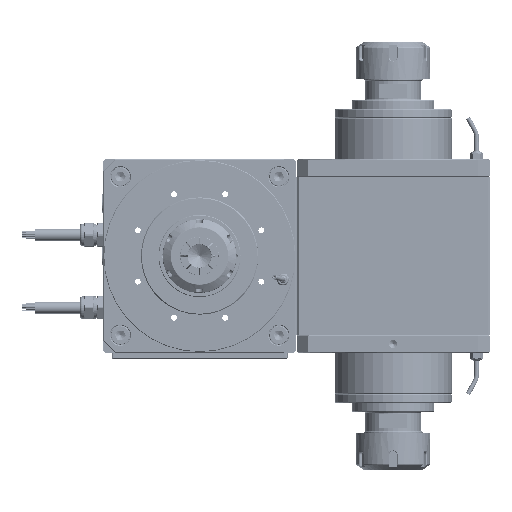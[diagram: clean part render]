
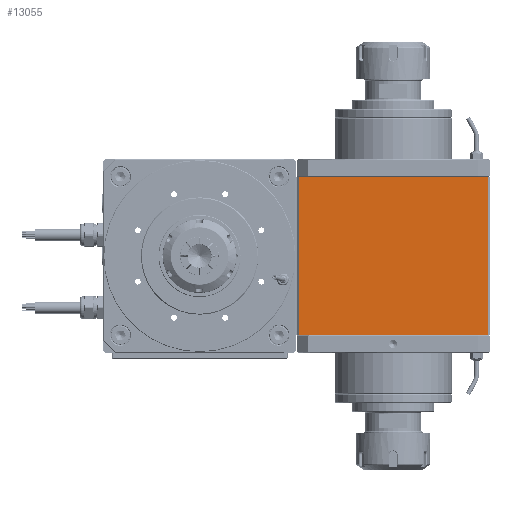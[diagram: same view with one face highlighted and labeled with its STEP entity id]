
A CAD part, left-side view. The second image highlights one B-rep face of the part: STEP entity #13055.
In plain terms, the highlighted planar face has unit normal (-1, 0, 0).
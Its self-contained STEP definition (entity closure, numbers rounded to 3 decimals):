
#605 = DIRECTION ( 'NONE',  ( 0., 1., 0. ) ) ;
#802 = EDGE_CURVE ( 'NONE', #83494, #111131, #30600, .T. ) ;
#1326 = EDGE_CURVE ( 'NONE', #63024, #41060, #14893, .T. ) ;
#1750 = ORIENTED_EDGE ( 'NONE', *, *, #38150, .T. ) ;
#3431 = EDGE_CURVE ( 'NONE', #5560, #93754, #36728, .T. ) ;
#5560 = VERTEX_POINT ( 'NONE', #8440 ) ;
#7504 = DIRECTION ( 'NONE',  ( 0., 0., -1. ) ) ;
#8051 = EDGE_CURVE ( 'NONE', #100484, #24562, #44728, .T. ) ;
#8440 = CARTESIAN_POINT ( 'NONE',  ( -82.5, -80.5, -67.3 ) ) ;
#9792 = CARTESIAN_POINT ( 'NONE',  ( -82.5, 76.5, 67.3 ) ) ;
#10755 = DIRECTION ( 'NONE',  ( 0., 0., -1. ) ) ;
#12019 = ORIENTED_EDGE ( 'NONE', *, *, #30504, .T. ) ;
#12929 = ORIENTED_EDGE ( 'NONE', *, *, #96059, .F. ) ;
#13055 = ADVANCED_FACE ( 'NONE', ( #61823 ), #23612, .F. ) ;
#13507 = CARTESIAN_POINT ( 'NONE',  ( -82.5, -70.5, -67.5 ) ) ;
#13631 = ORIENTED_EDGE ( 'NONE', *, *, #3431, .F. ) ;
#14893 = LINE ( 'NONE', #26603, #59834 ) ;
#15743 = CARTESIAN_POINT ( 'NONE',  ( -82.5, 76.5, 67.5 ) ) ;
#17713 = CARTESIAN_POINT ( 'NONE',  ( -82.5, -70.5, -67.3 ) ) ;
#17825 = VECTOR ( 'NONE', #7504, 1000. ) ;
#18832 = LINE ( 'NONE', #68265, #110075 ) ;
#23295 = CARTESIAN_POINT ( 'NONE',  ( -82.5, 76.5, -67.3 ) ) ;
#23522 = LINE ( 'NONE', #95325, #89492 ) ;
#23612 = PLANE ( 'NONE',  #77871 ) ;
#24562 = VERTEX_POINT ( 'NONE', #59304 ) ;
#26603 = CARTESIAN_POINT ( 'NONE',  ( -82.5, -70.5, 67.3 ) ) ;
#30504 = EDGE_CURVE ( 'NONE', #41060, #100484, #60085, .T. ) ;
#30600 = LINE ( 'NONE', #37686, #55736 ) ;
#34780 = ORIENTED_EDGE ( 'NONE', *, *, #99544, .T. ) ;
#36201 = VECTOR ( 'NONE', #605, 1000. ) ;
#36606 = CARTESIAN_POINT ( 'NONE',  ( -82.5, 80.3, 67.3 ) ) ;
#36728 = LINE ( 'NONE', #62878, #78862 ) ;
#36917 = DIRECTION ( 'NONE',  ( 0., -1., 0. ) ) ;
#37388 = LINE ( 'NONE', #61288, #17825 ) ;
#37617 = DIRECTION ( 'NONE',  ( 0., 0., -1. ) ) ;
#37686 = CARTESIAN_POINT ( 'NONE',  ( -82.5, 76.5, -67.3 ) ) ;
#38074 = CARTESIAN_POINT ( 'NONE',  ( -82.5, -70.5, 67.3 ) ) ;
#38150 = EDGE_CURVE ( 'NONE', #5560, #52045, #102111, .T. ) ;
#38487 = VERTEX_POINT ( 'NONE', #56305 ) ;
#41060 = VERTEX_POINT ( 'NONE', #58298 ) ;
#44728 = LINE ( 'NONE', #9792, #60182 ) ;
#45408 = DIRECTION ( 'NONE',  ( 0., 0., 1. ) ) ;
#46051 = CARTESIAN_POINT ( 'NONE',  ( -82.5, 80.3, 68. ) ) ;
#47865 = ORIENTED_EDGE ( 'NONE', *, *, #1326, .T. ) ;
#50608 = DIRECTION ( 'NONE',  ( 0., 1., 0. ) ) ;
#51367 = CARTESIAN_POINT ( 'NONE',  ( -82.5, 82.5, 68. ) ) ;
#52045 = VERTEX_POINT ( 'NONE', #60538 ) ;
#55736 = VECTOR ( 'NONE', #36917, 1000. ) ;
#56305 = CARTESIAN_POINT ( 'NONE',  ( -82.5, 76.5, -67.5 ) ) ;
#57359 = DIRECTION ( 'NONE',  ( 0., 0., 1. ) ) ;
#58298 = CARTESIAN_POINT ( 'NONE',  ( -82.5, -70.5, 67.5 ) ) ;
#58719 = ORIENTED_EDGE ( 'NONE', *, *, #802, .T. ) ;
#59304 = CARTESIAN_POINT ( 'NONE',  ( -82.5, 76.5, 67.3 ) ) ;
#59490 = EDGE_CURVE ( 'NONE', #24562, #60266, #23522, .T. ) ;
#59834 = VECTOR ( 'NONE', #45408, 1000. ) ;
#60045 = DIRECTION ( 'NONE',  ( 1., 0., 0. ) ) ;
#60085 = LINE ( 'NONE', #114354, #36201 ) ;
#60182 = VECTOR ( 'NONE', #37617, 1000. ) ;
#60266 = VERTEX_POINT ( 'NONE', #36606 ) ;
#60538 = CARTESIAN_POINT ( 'NONE',  ( -82.5, -80.5, 67.3 ) ) ;
#61143 = EDGE_CURVE ( 'NONE', #60266, #83494, #73622, .T. ) ;
#61288 = CARTESIAN_POINT ( 'NONE',  ( -82.5, 76.5, -67.3 ) ) ;
#61823 = FACE_OUTER_BOUND ( 'NONE', #102474, .T. ) ;
#62878 = CARTESIAN_POINT ( 'NONE',  ( -82.5, -82.5, -67.3 ) ) ;
#63024 = VERTEX_POINT ( 'NONE', #84286 ) ;
#63503 = VECTOR ( 'NONE', #100880, 1000. ) ;
#65037 = VERTEX_POINT ( 'NONE', #13507 ) ;
#68265 = CARTESIAN_POINT ( 'NONE',  ( -82.5, -70.5, -67.3 ) ) ;
#73622 = LINE ( 'NONE', #46051, #76461 ) ;
#74250 = ORIENTED_EDGE ( 'NONE', *, *, #113027, .F. ) ;
#76028 = DIRECTION ( 'NONE',  ( 0., -1., 0. ) ) ;
#76461 = VECTOR ( 'NONE', #10755, 1000. ) ;
#77871 = AXIS2_PLACEMENT_3D ( 'NONE', #51367, #60045, #50608 ) ;
#78862 = VECTOR ( 'NONE', #99402, 1000. ) ;
#78971 = ORIENTED_EDGE ( 'NONE', *, *, #8051, .T. ) ;
#79886 = CARTESIAN_POINT ( 'NONE',  ( -82.5, 80.3, -67.3 ) ) ;
#83494 = VERTEX_POINT ( 'NONE', #79886 ) ;
#84286 = CARTESIAN_POINT ( 'NONE',  ( -82.5, -70.5, 67.3 ) ) ;
#84638 = LINE ( 'NONE', #85814, #102854 ) ;
#85814 = CARTESIAN_POINT ( 'NONE',  ( -82.5, 82., -67.5 ) ) ;
#86097 = LINE ( 'NONE', #38074, #63503 ) ;
#86689 = VECTOR ( 'NONE', #57359, 1000. ) ;
#88547 = ORIENTED_EDGE ( 'NONE', *, *, #59490, .T. ) ;
#89492 = VECTOR ( 'NONE', #113261, 1000. ) ;
#93754 = VERTEX_POINT ( 'NONE', #17713 ) ;
#93881 = CARTESIAN_POINT ( 'NONE',  ( -82.5, -80.5, 68. ) ) ;
#95325 = CARTESIAN_POINT ( 'NONE',  ( -82.5, 76.5, 67.3 ) ) ;
#96059 = EDGE_CURVE ( 'NONE', #93754, #65037, #18832, .T. ) ;
#99402 = DIRECTION ( 'NONE',  ( 0., 1., 0. ) ) ;
#99544 = EDGE_CURVE ( 'NONE', #38487, #65037, #84638, .T. ) ;
#100484 = VERTEX_POINT ( 'NONE', #15743 ) ;
#100880 = DIRECTION ( 'NONE',  ( 0., -1., 0. ) ) ;
#102111 = LINE ( 'NONE', #93881, #86689 ) ;
#102474 = EDGE_LOOP ( 'NONE', ( #110529, #34780, #12929, #13631, #1750, #74250, #47865, #12019, #78971, #88547, #115424, #58719 ) ) ;
#102854 = VECTOR ( 'NONE', #76028, 1000. ) ;
#104345 = DIRECTION ( 'NONE',  ( 0., 0., -1. ) ) ;
#105639 = EDGE_CURVE ( 'NONE', #111131, #38487, #37388, .T. ) ;
#110075 = VECTOR ( 'NONE', #104345, 1000. ) ;
#110529 = ORIENTED_EDGE ( 'NONE', *, *, #105639, .T. ) ;
#111131 = VERTEX_POINT ( 'NONE', #23295 ) ;
#113027 = EDGE_CURVE ( 'NONE', #63024, #52045, #86097, .T. ) ;
#113261 = DIRECTION ( 'NONE',  ( 0., 1., 0. ) ) ;
#114354 = CARTESIAN_POINT ( 'NONE',  ( -82.5, 82., 67.5 ) ) ;
#115424 = ORIENTED_EDGE ( 'NONE', *, *, #61143, .T. ) ;
